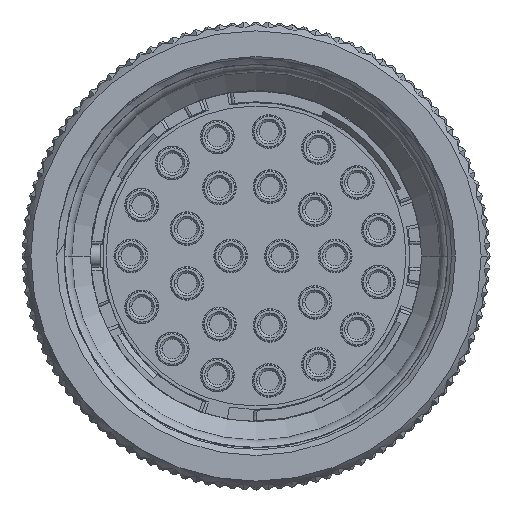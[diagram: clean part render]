
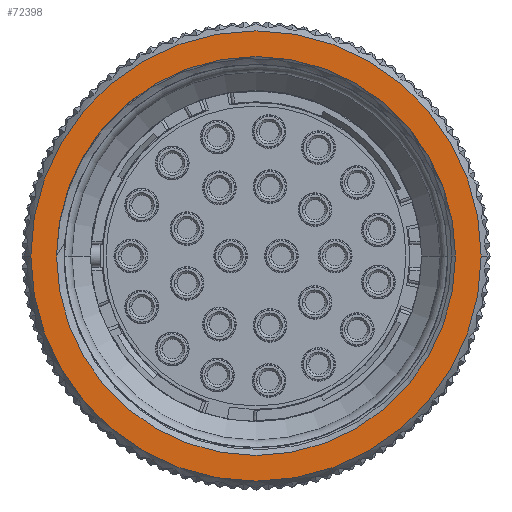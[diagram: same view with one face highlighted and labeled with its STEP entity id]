
A CAD part, left-side view. The second image highlights one B-rep face of the part: STEP entity #72398.
In plain terms, the highlighted planar face has unit normal (-1, 0, 0).
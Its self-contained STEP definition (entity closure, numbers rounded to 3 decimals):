
#42=CARTESIAN_POINT('',(0.,0.,0.));
#43=DIRECTION('',(1.,0.,0.));
#44=DIRECTION('',(0.,1.,0.));
#45=AXIS2_PLACEMENT_3D('',#42,#43,#44);
#132=CARTESIAN_POINT('',(0.,0.,0.));
#133=DIRECTION('',(-1.,0.,0.));
#134=DIRECTION('',(0.,1.,0.));
#135=AXIS2_PLACEMENT_3D('',#132,#133,#134);
#167=CARTESIAN_POINT('',(0.,0.,0.));
#168=DIRECTION('',(-1.,0.,0.));
#169=DIRECTION('',(0.,1.,0.));
#170=AXIS2_PLACEMENT_3D('',#167,#168,#169);
#172=CARTESIAN_POINT('',(0.,0.,0.));
#173=DIRECTION('',(1.,0.,0.));
#174=DIRECTION('',(0.,1.,0.));
#175=AXIS2_PLACEMENT_3D('',#172,#173,#174);
#63546=CARTESIAN_POINT('',(0.,14.673,0.));
#63547=CARTESIAN_POINT('',(0.,-14.673,0.));
#63548=VERTEX_POINT('',#63546);
#63549=VERTEX_POINT('',#63547);
#63550=CARTESIAN_POINT('',(0.,13.,0.));
#63551=CARTESIAN_POINT('',(0.,-13.,0.));
#63552=VERTEX_POINT('',#63550);
#63553=VERTEX_POINT('',#63551);
#72383=CARTESIAN_POINT('',(0.,0.,0.));
#72384=DIRECTION('',(1.,0.,0.));
#72385=DIRECTION('',(0.,-1.,0.));
#72386=AXIS2_PLACEMENT_3D('',#72383,#72384,#72385);
#72387=PLANE('279',#72386);
#72389=ORIENTED_EDGE('6039',*,*,#72388,.F.);
#72391=ORIENTED_EDGE('6021',*,*,#72390,.T.);
#72392=EDGE_LOOP('279',(#72389,#72391));
#72393=FACE_OUTER_BOUND('279',#72392,.F.);
#72394=ORIENTED_EDGE('6099',*,*,#72180,.F.);
#72395=ORIENTED_EDGE('6022',*,*,#72365,.T.);
#72396=EDGE_LOOP('279',(#72394,#72395));
#72397=FACE_BOUND('279',#72396,.F.);
#46=CIRCLE('6099',#45,13.);
#136=CIRCLE('6022',#135,13.);
#171=CIRCLE('6039',#170,14.673);
#176=CIRCLE('6021',#175,14.673);
#72180=EDGE_CURVE('6099',#63552,#63553,#46,.T.);
#72365=EDGE_CURVE('6022',#63552,#63553,#136,.T.);
#72388=EDGE_CURVE('6039',#63548,#63549,#171,.T.);
#72390=EDGE_CURVE('6021',#63548,#63549,#176,.T.);
#72398=ADVANCED_FACE('279',(#72393,#72397),#72387,.F.);
